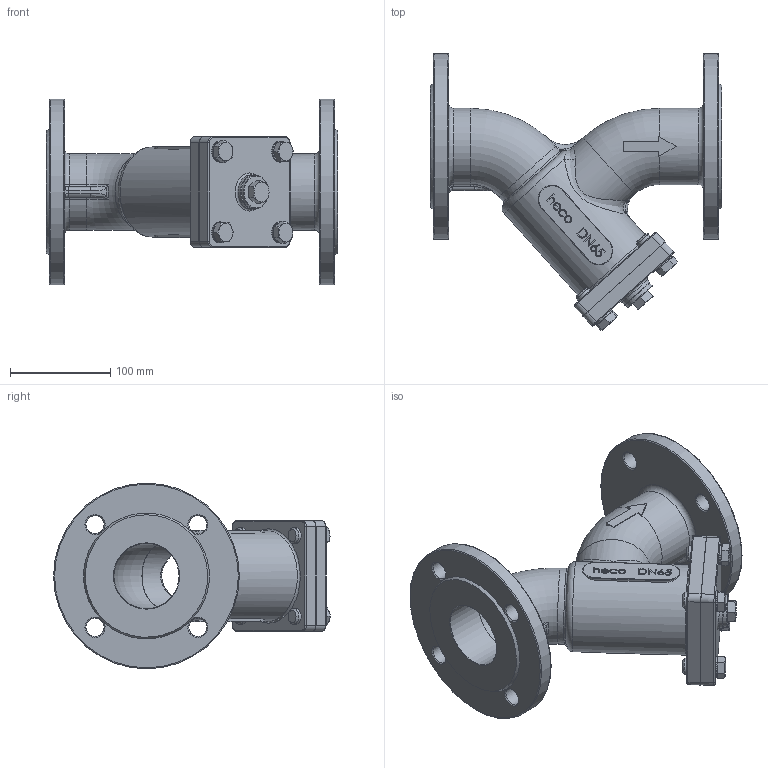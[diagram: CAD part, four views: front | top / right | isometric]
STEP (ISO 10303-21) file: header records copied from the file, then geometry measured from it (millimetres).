
FILE_DESCRIPTION (( 'STEP AP214' ), '1' );
FILE_NAME ('SFFL-065 Schmutzfänger mit Flansch heco step214.STEP', '2013-04-17T13:34:37', ( 'test' ), ( '' ), 'SwSTEP 2.0', 'SolidWorks 2011', '' );
FILE_SCHEMA (( 'AUTOMOTIVE_DESIGN' ));
Length unit declared in the file: millimetre
Products named in the file (1): SFFL-065 Schmutzfänger mit Flansch heco step214
Bounding box: 290 x 275.74 x 185 mm (x, y, z)
Volume: 1616629.4 mm3; surface area: 313388.2 mm2
Topology: 1 solids, 1 shells, 595 faces, 1499 edges, 932 vertices
Faces by surface type: plane 262, bspline 188, cylinder 68, torus 45, cone 30, sphere 2
Full cylindrical faces by diameter (mm): 16 x4, 18 x8, 21 x4, 33 x1, 34 x1, 65 x4, 76 x1, 90 x1, 185 x2
Entity records: 33578 total; most frequent: CARTESIAN_POINT 14684, ORIENTED_EDGE 2744, DIRECTION 2026, EDGE_CURVE 1372, VERTEX_POINT 889, EDGE_LOOP 723, AXIS2_PLACEMENT_3D 693, FACE_OUTER_BOUND 646
